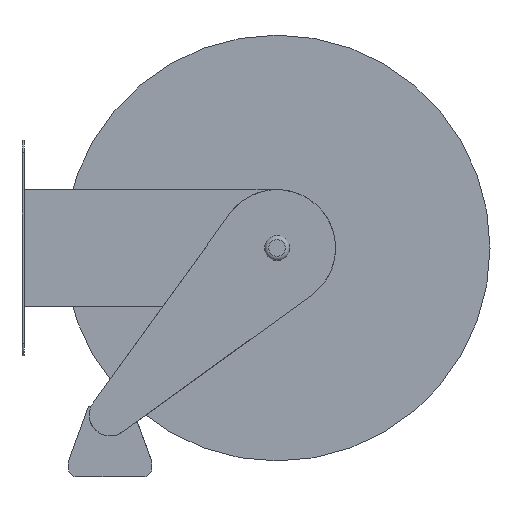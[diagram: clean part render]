
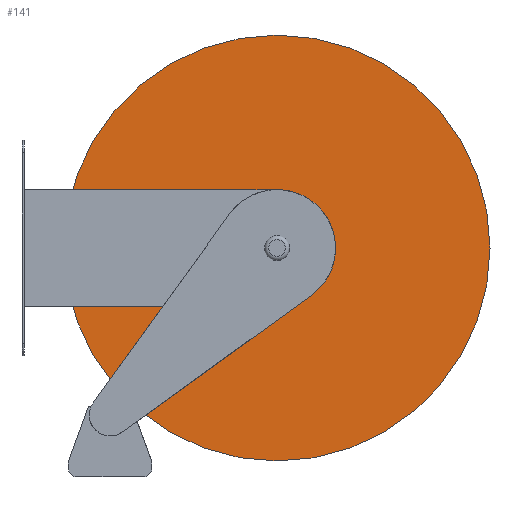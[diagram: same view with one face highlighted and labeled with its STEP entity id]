
A CAD part, left-side view. The second image highlights one B-rep face of the part: STEP entity #141.
In plain terms, the highlighted planar face has unit normal (-1, 0, 0).
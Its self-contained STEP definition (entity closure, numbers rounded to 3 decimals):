
#141 = ADVANCED_FACE( '', ( #323, #324 ), #325, .T. );
#323 = FACE_BOUND( '', #556, .T. );
#324 = FACE_OUTER_BOUND( '', #557, .T. );
#325 = PLANE( '', #558 );
#556 = EDGE_LOOP( '', ( #906 ) );
#557 = EDGE_LOOP( '', ( #907 ) );
#558 = AXIS2_PLACEMENT_3D( '', #908, #909, #910 );
#906 = ORIENTED_EDGE( '', *, *, #1358, .F. );
#907 = ORIENTED_EDGE( '', *, *, #1359, .T. );
#908 = CARTESIAN_POINT( '', ( -62.5, 0., 0. ) );
#909 = DIRECTION( '', ( -1., 0., 0. ) );
#910 = DIRECTION( '', ( 0., -1., 0. ) );
#1358 = EDGE_CURVE( '', #1638, #1638, #1639, .T. );
#1359 = EDGE_CURVE( '', #1640, #1640, #1641, .T. );
#1638 = VERTEX_POINT( '', #2001 );
#1639 = CIRCLE( '', #2002, 35. );
#1640 = VERTEX_POINT( '', #2003 );
#1641 = CIRCLE( '', #2004, 255. );
#2001 = CARTESIAN_POINT( '', ( -62.5, -35., 0. ) );
#2002 = AXIS2_PLACEMENT_3D( '', #2332, #2333, #2334 );
#2003 = CARTESIAN_POINT( '', ( -62.5, 255., 0. ) );
#2004 = AXIS2_PLACEMENT_3D( '', #2335, #2336, #2337 );
#2332 = CARTESIAN_POINT( '', ( -62.5, 0., 0. ) );
#2333 = DIRECTION( '', ( -1., 0., 0. ) );
#2334 = DIRECTION( '', ( 0., -1., 0. ) );
#2335 = CARTESIAN_POINT( '', ( -62.5, 0., 0. ) );
#2336 = DIRECTION( '', ( -1., 0., 0. ) );
#2337 = DIRECTION( '', ( 0., 1., 0. ) );
